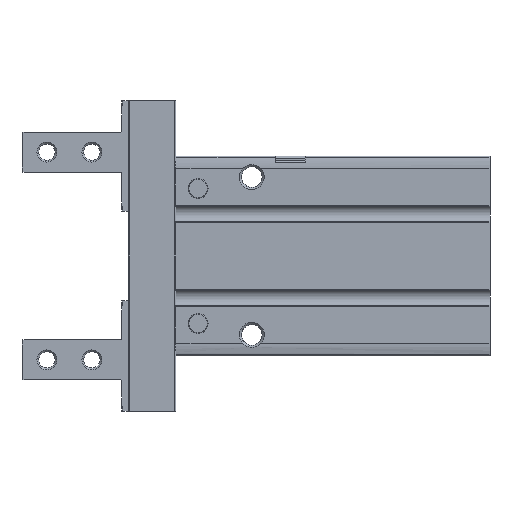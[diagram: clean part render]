
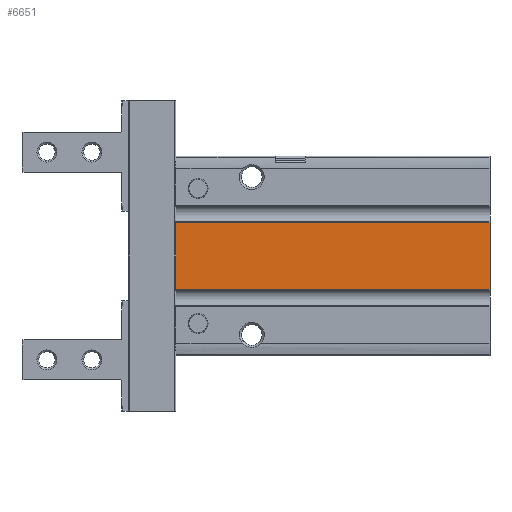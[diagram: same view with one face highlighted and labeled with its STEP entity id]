
A CAD part, left-side view. The second image highlights one B-rep face of the part: STEP entity #6651.
In plain terms, the highlighted face is planar.
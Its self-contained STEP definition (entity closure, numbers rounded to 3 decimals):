
#79=PLANE('',#7175);
#394=LINE('',#10278,#962);
#400=LINE('',#10310,#968);
#402=LINE('',#10316,#970);
#403=LINE('',#10317,#971);
#962=VECTOR('',#8089,1000.);
#968=VECTOR('',#8117,1000.);
#970=VECTOR('',#8123,1000.);
#971=VECTOR('',#8124,1000.);
#1641=ORIENTED_EDGE('',*,*,#3587,.T.);
#1642=ORIENTED_EDGE('',*,*,#3569,.T.);
#1643=ORIENTED_EDGE('',*,*,#3588,.F.);
#1644=ORIENTED_EDGE('',*,*,#3584,.F.);
#3569=EDGE_CURVE('',#4540,#4539,#394,.T.);
#3584=EDGE_CURVE('',#4554,#4555,#400,.T.);
#3587=EDGE_CURVE('',#4554,#4540,#402,.T.);
#3588=EDGE_CURVE('',#4555,#4539,#403,.T.);
#4539=VERTEX_POINT('',#10277);
#4540=VERTEX_POINT('',#10279);
#4554=VERTEX_POINT('',#10309);
#4555=VERTEX_POINT('',#10311);
#5466=EDGE_LOOP('',(#1641,#1642,#1643,#1644));
#5978=FACE_BOUND('',#5466,.T.);
#6651=ADVANCED_FACE('',(#5978),#79,.F.);
#7175=AXIS2_PLACEMENT_3D('',#10315,#8121,#8122);
#8089=DIRECTION('',(1.,0.,0.));
#8117=DIRECTION('',(1.,0.,0.));
#8121=DIRECTION('',(0.,0.,-1.));
#8122=DIRECTION('',(-1.,0.,0.));
#8123=DIRECTION('',(0.,-1.,0.));
#8124=DIRECTION('',(0.,-1.,0.));
#10277=CARTESIAN_POINT('',(6.7,0.,13.));
#10278=CARTESIAN_POINT('',(-17.5,0.,13.));
#10279=CARTESIAN_POINT('',(-6.7,0.,13.));
#10309=CARTESIAN_POINT('',(-6.7,62.9,13.));
#10310=CARTESIAN_POINT('',(-17.5,62.9,13.));
#10311=CARTESIAN_POINT('',(6.7,62.9,13.));
#10315=CARTESIAN_POINT('',(-17.5,62.9,13.));
#10316=CARTESIAN_POINT('',(-6.7,62.9,13.));
#10317=CARTESIAN_POINT('',(6.7,62.9,13.));
